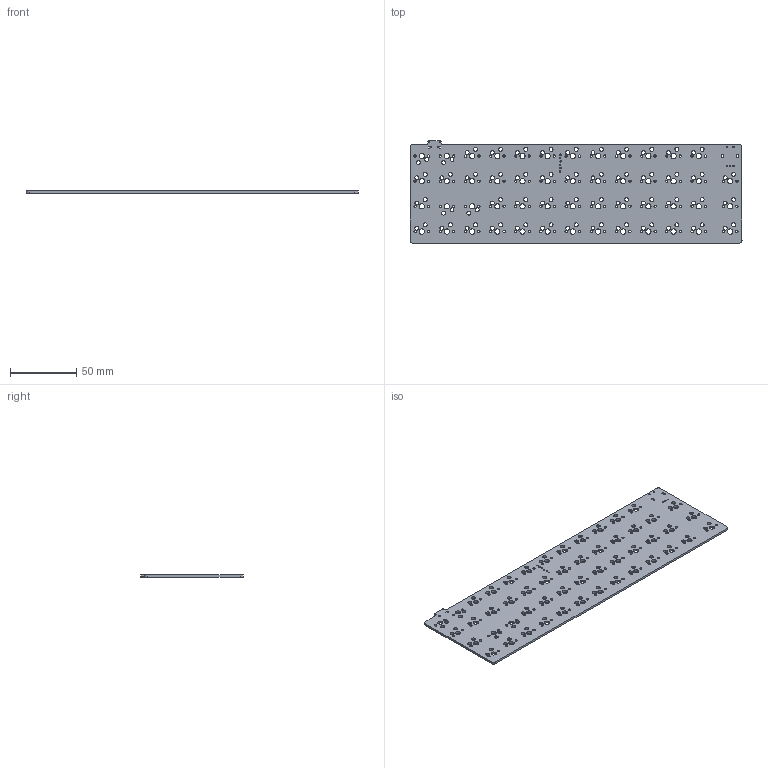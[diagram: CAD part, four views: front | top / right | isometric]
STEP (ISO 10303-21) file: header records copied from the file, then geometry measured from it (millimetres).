
FILE_DESCRIPTION(('KiCad electronic assembly'),'2;1');
FILE_NAME('pcb.step','2022-01-17T09:11:13',('Pcbnew'),('Kicad'), 'Open CASCADE STEP processor 7.6','KiCad to STEP converter','Unknown' );
FILE_SCHEMA(('AUTOMOTIVE_DESIGN { 1 0 10303 214 1 1 1 1 }'));
Length unit declared in the file: millimetre
Products named in the file (2): pcb 1; pcb PCB
Assembly tree (1 placements, depth 2):
  pcb 1
    pcb PCB
Bounding box: 251.22 x 77.69 x 1.6 mm (x, y, z)
Volume: 27588 mm3; surface area: 39097 mm2
Topology: 1 solids, 1 shells, 310 faces, 924 edges, 616 vertices
Faces by surface type: cylinder 288, plane 22
Full cylindrical faces by diameter (mm): 0.65 x2, 1 x5, 1.067 x6, 1.75 x102, 3 x102, 3.988 x51
Entity records: 23919 total; most frequent: DIRECTION 3972, CARTESIAN_POINT 3700, ORIENTED_EDGE 1848, PCURVE 1848, DEFINITIONAL_REPRESENTATION 1848, LINE 1620, VECTOR 1620, CIRCLE 1152
